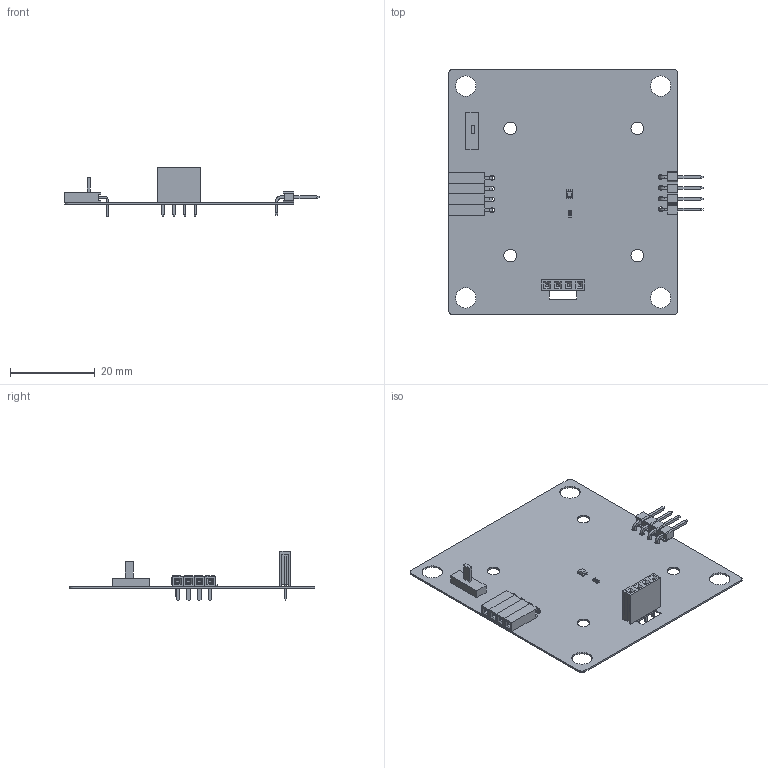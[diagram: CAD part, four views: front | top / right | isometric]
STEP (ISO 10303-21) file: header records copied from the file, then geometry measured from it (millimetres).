
FILE_DESCRIPTION(('Open CASCADE Model'),'2;1');
FILE_NAME('Open CASCADE Shape Model','2020-04-25T11:14:58',('Author'),( 'Open CASCADE'),'Open CASCADE STEP processor 6.8','Open CASCADE 6.8' ,'Unknown');
FILE_SCHEMA(('AUTOMOTIVE_DESIGN { 1 0 10303 214 1 1 1 1 }'));
Length unit declared in the file: millimetre
Products named in the file (17): PCB; Board; X5; PBS-04; X2; User_Library-PBS_(DS1024); X1; pcb_connector_890-70-002-20-001101; VD1; LED_0805_-_GREEN; SA1; 1018911264; Extruded; 1018911400; R1; chip_0603_r
Assembly tree (17 placements, depth 4):
  PCB
    Board
    X5
      PBS-04
    X2
      User_Library-PBS_(DS1024)
    X1
      pcb_connector_890-70-002-20-001101  x2
    VD1
      LED_0805_-_GREEN
    SA1
      1018911264
        Extruded
      1018911400
        Extruded
    R1
      chip_0603_r
Bounding box: 60.04 x 58 x 11.7 mm (x, y, z)
Volume: 1687.1 mm3; surface area: 7872.9 mm2
Topology: 18 solids, 18 shells, 669 faces, 1775 edges, 1134 vertices
Faces by surface type: plane 540, cylinder 80, bspline 49
Full cylindrical faces by diameter (mm): 0.9 x2, 1.1 x12, 3 x4, 4.8 x4
Entity records: 23619 total; most frequent: CARTESIAN_POINT 6311, ORIENTED_EDGE 3198, DIRECTION 2757, EDGE_CURVE 1599, LINE 1365, VECTOR 1365, VERTEX_POINT 1030, AXIS2_PLACEMENT_3D 696
